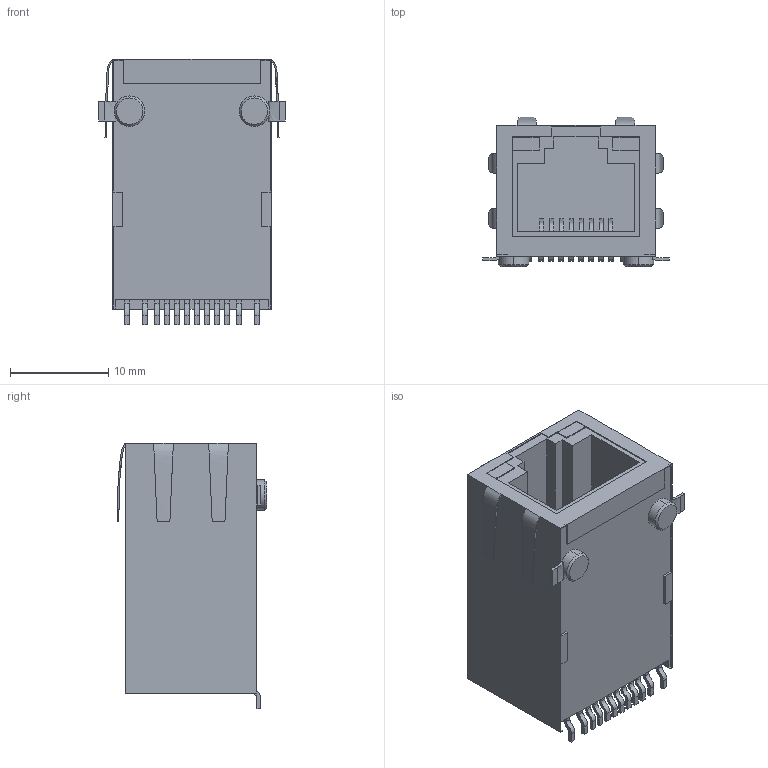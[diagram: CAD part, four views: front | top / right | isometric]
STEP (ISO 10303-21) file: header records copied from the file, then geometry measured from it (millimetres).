
FILE_DESCRIPTION (( 'STEP AP214' ), '1' );
FILE_NAME ('User Library-RJ45.STEP', '2016-01-12T09:47:00', ( 'Windows User' ), ( '' ), 'SwSTEP 2.0', 'SolidWorks 2016', '' );
FILE_SCHEMA (( 'AUTOMOTIVE_DESIGN' ));
Length unit declared in the file: millimetre
Products named in the file (1): User Library-RJ45
Bounding box: 19 x 15.2 x 27 mm (x, y, z)
Volume: 4447.8 mm3; surface area: 2712.4 mm2
Topology: 2 solids, 2 shells, 538 faces, 1453 edges, 962 vertices
Faces by surface type: plane 378, bspline 152, cone 4, cylinder 4
Entity records: 29827 total; most frequent: CARTESIAN_POINT 11590, ORIENTED_EDGE 2906, DIRECTION 1935, EDGE_CURVE 1453, VECTOR 1133, LINE 1133, VERTEX_POINT 962, EDGE_LOOP 601
